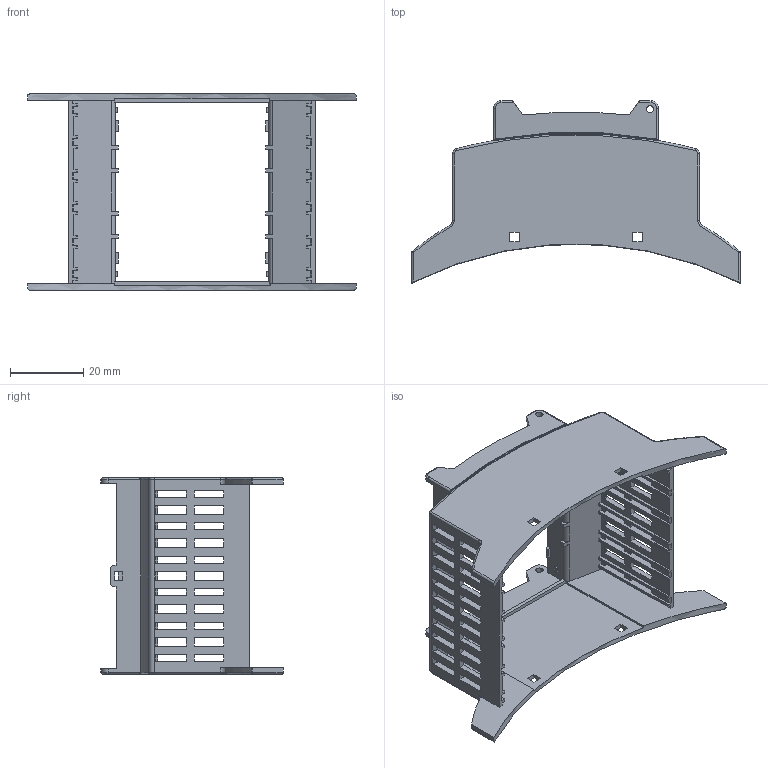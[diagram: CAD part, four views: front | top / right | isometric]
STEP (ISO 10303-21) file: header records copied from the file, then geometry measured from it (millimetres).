
FILE_DESCRIPTION(('FreeCAD Model'),'2;1');
FILE_NAME(/pxc_2896416_01_BC-53-6-OT-U11-KMGY_3D.stp','2020-03-25T02:50:04',(''),( ''),'Open CASCADE STEP processor 7.3','FreeCAD','Unknown');
FILE_SCHEMA(('AUTOMOTIVE_DESIGN { 1 0 10303 214 1 1 1 1 }'));
Length unit declared in the file: millimetre
Products named in the file (2): BC_53_6_OT_U11_PCB_Verti_H.Select__00386109; BC_53_6_GEH-OT_U11_H.Select__00383939
Assembly tree (1 placements, depth 2):
  BC_53_6_OT_U11_PCB_Verti_H.Select__00386109
    BC_53_6_GEH-OT_U11_H.Select__00383939
Bounding box: 89.7 x 49.78 x 53.6 mm (x, y, z)
Volume: 13795.8 mm3; surface area: 21662.5 mm2
Topology: 1 solids, 1 shells, 510 faces, 1550 edges, 1016 vertices
Faces by surface type: plane 428, cylinder 58, torus 20, sphere 4
Entity records: 21389 total; most frequent: CARTESIAN_POINT 3638, ORIENTED_EDGE 3092, DIRECTION 2704, EDGE_CURVE 1546, LINE 1380, VECTOR 1380, VERTEX_POINT 1016, AXIS2_PLACEMENT_3D 662
